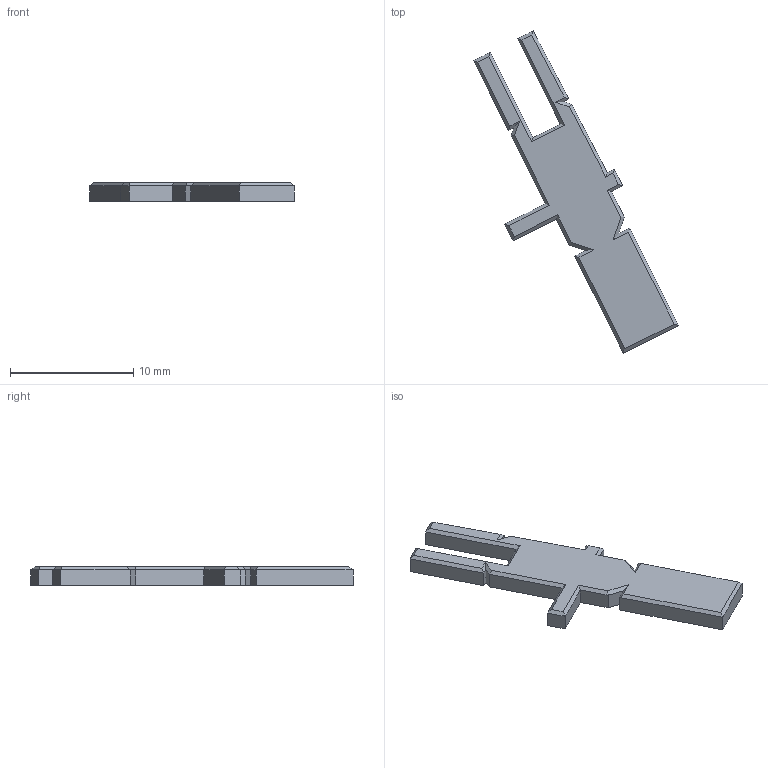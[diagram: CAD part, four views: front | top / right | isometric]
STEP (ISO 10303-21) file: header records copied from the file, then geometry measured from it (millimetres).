
FILE_DESCRIPTION(/* description */ (''),/* implementation_level */ '2;1');
FILE_NAME(/* name */ 'sam7_5_MFT-LM_apertureArmTemplate',/* time_stamp */ '2023-12-07T13:04:56-05:00',/* author */ ('George Moua'),/* organization */ ('Archive 663'),/* preprocessor_version */ 'ST-DEVELOPER v16.7',/* originating_system */ 'Solid Edge',/* authorisation */ 'Unknown');
FILE_SCHEMA (('AUTOMOTIVE_DESIGN {1 0 10303 214 3 1 1}'));
Length unit declared in the file: millimetre
Products named in the file (2): sam7_5_MFT-LM; sam7_5_MFT-LM_apertureArmTemplate
Assembly tree (1 placements, depth 2):
  sam7_5_MFT-LM
    sam7_5_MFT-LM_apertureArmTemplate
Bounding box: 16.62 x 26.15 x 1.5 mm (x, y, z)
Volume: 187 mm3; surface area: 378.9 mm2
Topology: 1 solids, 1 shells, 63 faces, 153 edges, 92 vertices
Faces by surface type: plane 63
Entity records: 1816 total; most frequent: CARTESIAN_POINT 310, ORIENTED_EDGE 306, DIRECTION 283, EDGE_CURVE 153, LINE 153, VECTOR 153, VERTEX_POINT 92, AXIS2_PLACEMENT_3D 65
